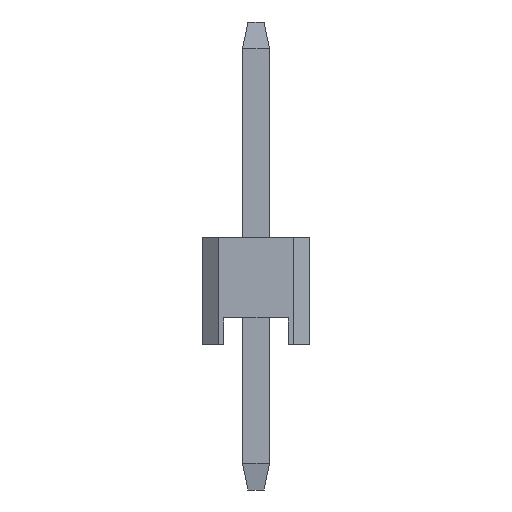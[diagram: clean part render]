
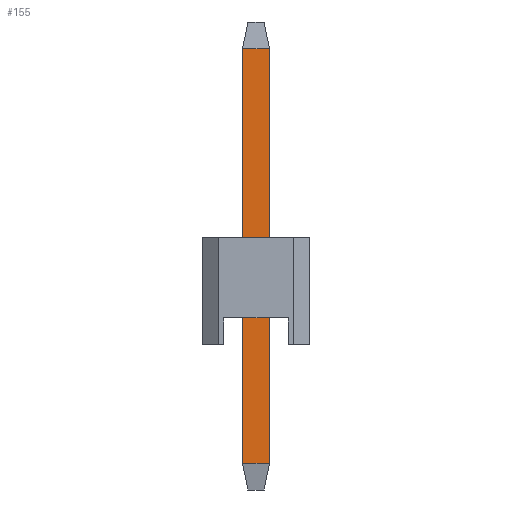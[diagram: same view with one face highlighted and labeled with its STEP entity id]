
A CAD part, left-side view. The second image highlights one B-rep face of the part: STEP entity #155.
In plain terms, the highlighted planar face has unit normal (-1, 0, 0).
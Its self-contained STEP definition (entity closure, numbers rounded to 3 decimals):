
#155=ADVANCED_FACE('',(#423),#4023,.T.);
#423=FACE_OUTER_BOUND('',#691,.T.);
#691=EDGE_LOOP('',(#982,#983,#984,#985));
#982=ORIENTED_EDGE('',*,*,#2299,.F.);
#983=ORIENTED_EDGE('',*,*,#2300,.F.);
#984=ORIENTED_EDGE('',*,*,#2301,.F.);
#985=ORIENTED_EDGE('',*,*,#2298,.F.);
#2298=EDGE_CURVE('',#3614,#3615,#2956,.T.);
#2299=EDGE_CURVE('',#3616,#3614,#2957,.T.);
#2300=EDGE_CURVE('',#3617,#3616,#2958,.T.);
#2301=EDGE_CURVE('',#3615,#3617,#2959,.T.);
#2956=B_SPLINE_CURVE_WITH_KNOTS('',1,(#4890,#4891),.UNSPECIFIED.,.F.,.F.,
(2,2),(-7.7,0.),.UNSPECIFIED.);
#2957=B_SPLINE_CURVE_WITH_KNOTS('',1,(#4892,#4893),.UNSPECIFIED.,.F.,.F.,
(2,2),(-0.5,0.),.UNSPECIFIED.);
#2958=B_SPLINE_CURVE_WITH_KNOTS('',1,(#4894,#4895),.UNSPECIFIED.,.F.,.F.,
(2,2),(-7.7,0.),.UNSPECIFIED.);
#2959=B_SPLINE_CURVE_WITH_KNOTS('',1,(#4896,#4897),.UNSPECIFIED.,.F.,.F.,
(2,2),(-0.5,0.),.UNSPECIFIED.);
#3614=VERTEX_POINT('',#4870);
#3615=VERTEX_POINT('',#4871);
#3616=VERTEX_POINT('',#4872);
#3617=VERTEX_POINT('',#4873);
#4023=PLANE('',#4311);
#4311=AXIS2_PLACEMENT_3D('',#4853,#4582,$);
#4582=DIRECTION('',(-1.,0.,0.));
#4853=CARTESIAN_POINT('',(-0.25,109.04,6.34));
#4870=CARTESIAN_POINT('',(-0.25,109.75,5.51));
#4871=CARTESIAN_POINT('',(-0.25,109.75,-2.19));
#4872=CARTESIAN_POINT('',(-0.25,110.25,5.51));
#4873=CARTESIAN_POINT('',(-0.25,110.25,-2.19));
#4890=CARTESIAN_POINT('',(-0.25,109.75,5.51));
#4891=CARTESIAN_POINT('',(-0.25,109.75,-2.19));
#4892=CARTESIAN_POINT('',(-0.25,110.25,5.51));
#4893=CARTESIAN_POINT('',(-0.25,109.75,5.51));
#4894=CARTESIAN_POINT('',(-0.25,110.25,-2.19));
#4895=CARTESIAN_POINT('',(-0.25,110.25,5.51));
#4896=CARTESIAN_POINT('',(-0.25,109.75,-2.19));
#4897=CARTESIAN_POINT('',(-0.25,110.25,-2.19));
